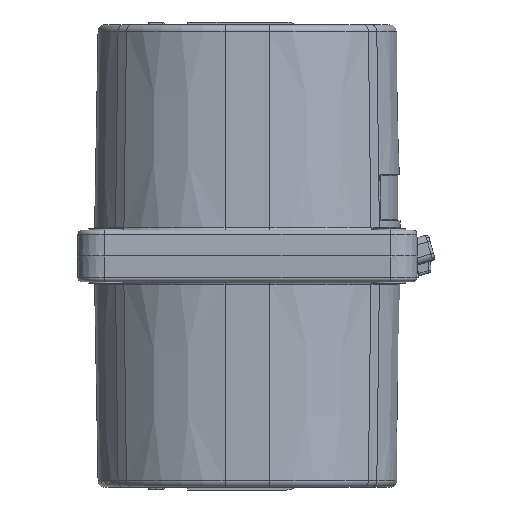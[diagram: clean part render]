
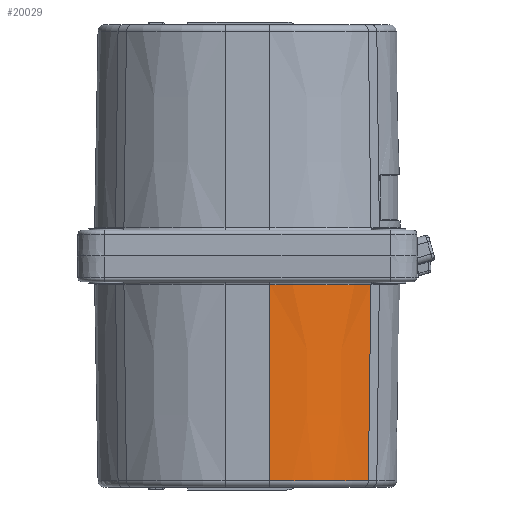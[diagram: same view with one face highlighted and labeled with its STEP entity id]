
A CAD part, front view. The second image highlights one B-rep face of the part: STEP entity #20029.
In plain terms, the highlighted conical face has half-angle 1 degrees and reference radius 100 mm.
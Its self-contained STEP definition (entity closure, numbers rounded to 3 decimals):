
#2989 = EDGE_LOOP ( 'NONE', ( #8723, #8701, #8698, #8707 ) ) ;
#3765 = DIRECTION ( 'NONE',  ( 0., 0., 1. ) ) ;
#3767 = DIRECTION ( 'NONE',  ( 1., 0., 0. ) ) ;
#3806 = CARTESIAN_POINT ( 'NONE',  ( 16.464, 20., -19. ) ) ;
#4717 = CARTESIAN_POINT ( 'NONE',  ( 88.898, -45.191, -165.087 ) ) ;
#4783 = CARTESIAN_POINT ( 'NONE',  ( 90.768, -46.874, -20.965 ) ) ;
#4791 = CARTESIAN_POINT ( 'NONE',  ( 16.464, -77.45, -165.087 ) ) ;
#4849 = CARTESIAN_POINT ( 'NONE',  ( 16.464, -79.966, -20.965 ) ) ;
#6892 = AXIS2_PLACEMENT_3D ( 'NONE', #24831, #24833, #24843 ) ;
#6922 = AXIS2_PLACEMENT_3D ( 'NONE', #24863, #24858, #24870 ) ;
#7151 = EDGE_CURVE ( 'NONE', #10432, #10316, #15936, .T. ) ;
#7157 = EDGE_CURVE ( 'NONE', #10396, #10471, #15934, .T. ) ;
#7166 = EDGE_CURVE ( 'NONE', #10316, #10396, #15953, .T. ) ;
#7189 = EDGE_CURVE ( 'NONE', #10432, #10471, #9648, .T. ) ;
#8698 = ORIENTED_EDGE ( 'NONE', *, *, #7166, .T. ) ;
#8701 = ORIENTED_EDGE ( 'NONE', *, *, #7151, .T. ) ;
#8707 = ORIENTED_EDGE ( 'NONE', *, *, #7157, .T. ) ;
#8723 = ORIENTED_EDGE ( 'NONE', *, *, #7189, .F. ) ;
#9622 = VECTOR ( 'NONE', #24910, 1000. ) ;
#9648 = LINE ( 'NONE', #24906, #9622 ) ;
#10316 = VERTEX_POINT ( 'NONE', #4717 ) ;
#10396 = VERTEX_POINT ( 'NONE', #4783 ) ;
#10432 = VERTEX_POINT ( 'NONE', #4791 ) ;
#10471 = VERTEX_POINT ( 'NONE', #4849 ) ;
#14880 = CONICAL_SURFACE ( 'NONE', #22122, 100., 0.017 ) ;
#15744 = FACE_OUTER_BOUND ( 'NONE', #2989, .T. ) ;
#15932 = VECTOR ( 'NONE', #24844, 1000. ) ;
#15934 = CIRCLE ( 'NONE', #6922, 99.966 ) ;
#15936 = CIRCLE ( 'NONE', #6892, 97.45 ) ;
#15953 = LINE ( 'NONE', #24851, #15932 ) ;
#20029 = ADVANCED_FACE ( 'NONE', ( #15744 ), #14880, .T. ) ;
#22122 = AXIS2_PLACEMENT_3D ( 'NONE', #3806, #3765, #3767 ) ;
#24831 = CARTESIAN_POINT ( 'NONE',  ( 16.464, 20., -165.087 ) ) ;
#24833 = DIRECTION ( 'NONE',  ( 0., 0., 1. ) ) ;
#24843 = DIRECTION ( 'NONE',  ( 1., 0., 0. ) ) ;
#24844 = DIRECTION ( 'NONE',  ( 0.013, -0.012, 1. ) ) ;
#24851 = CARTESIAN_POINT ( 'NONE',  ( 90.793, -46.896, -19. ) ) ;
#24858 = DIRECTION ( 'NONE',  ( 0., 0., -1. ) ) ;
#24863 = CARTESIAN_POINT ( 'NONE',  ( 16.464, 20., -20.965 ) ) ;
#24870 = DIRECTION ( 'NONE',  ( 1., 0., 0. ) ) ;
#24906 = CARTESIAN_POINT ( 'NONE',  ( 16.464, -80., -19. ) ) ;
#24910 = DIRECTION ( 'NONE',  ( 0., -0.017, 1. ) ) ;
